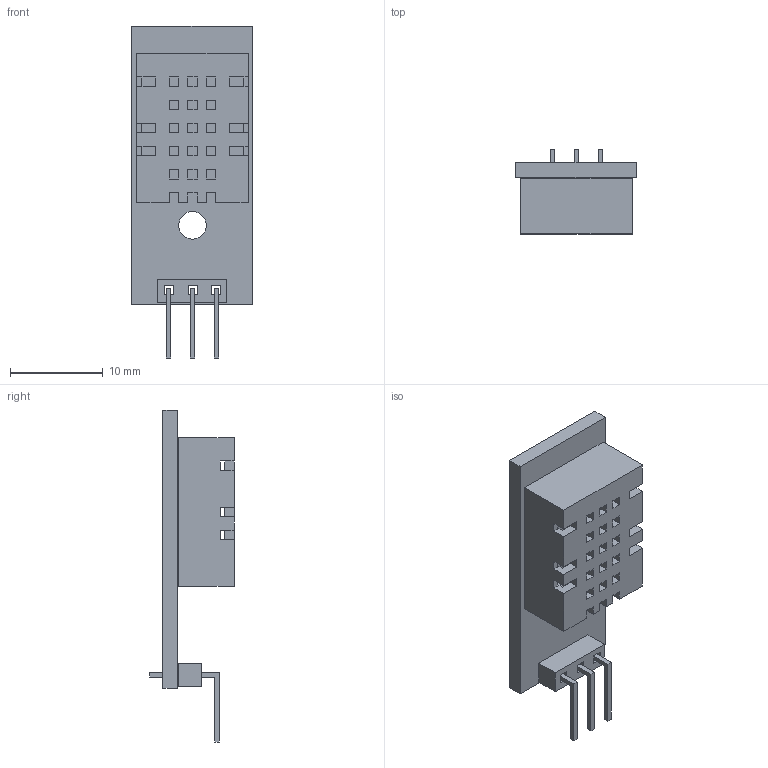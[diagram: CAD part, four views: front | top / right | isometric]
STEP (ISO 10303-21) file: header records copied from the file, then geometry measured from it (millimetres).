
FILE_DESCRIPTION(('FreeCAD Model'),'2;1');
FILE_NAME('Open CASCADE Shape Model','2021-08-23T10:50:35',('Author'),( ''),'Open CASCADE STEP processor 7.4','FreeCAD','Unknown');
FILE_SCHEMA(('AUTOMOTIVE_DESIGN { 1 0 10303 214 1 1 1 1 }'));
Length unit declared in the file: millimetre
Products named in the file (7): Unnamed; DHT_11001001.0; DHT_11001001.1; DHT_11001001.2; DHT_11001001.3; DHT_11001001.4; DHT_11001001.5
Assembly tree (6 placements, depth 2):
  Unnamed
    DHT_11001001.0
    DHT_11001001.1
    DHT_11001001.2
    DHT_11001001.3
    DHT_11001001.4
    DHT_11001001.5
Bounding box: 13 x 9.1 x 35.8 mm (x, y, z)
Surface area: 2143.4 mm2 (no closed solid volume)
Topology: 0 solids, 6 shells, 204 faces, 612 edges, 408 vertices
Faces by surface type: plane 204
Entity records: 14977 total; most frequent: CARTESIAN_POINT 2455, DIRECTION 2258, LINE 1836, VECTOR 1836, ORIENTED_EDGE 1224, PCURVE 1224, DEFINITIONAL_REPRESENTATION 1224, EDGE_CURVE 612
